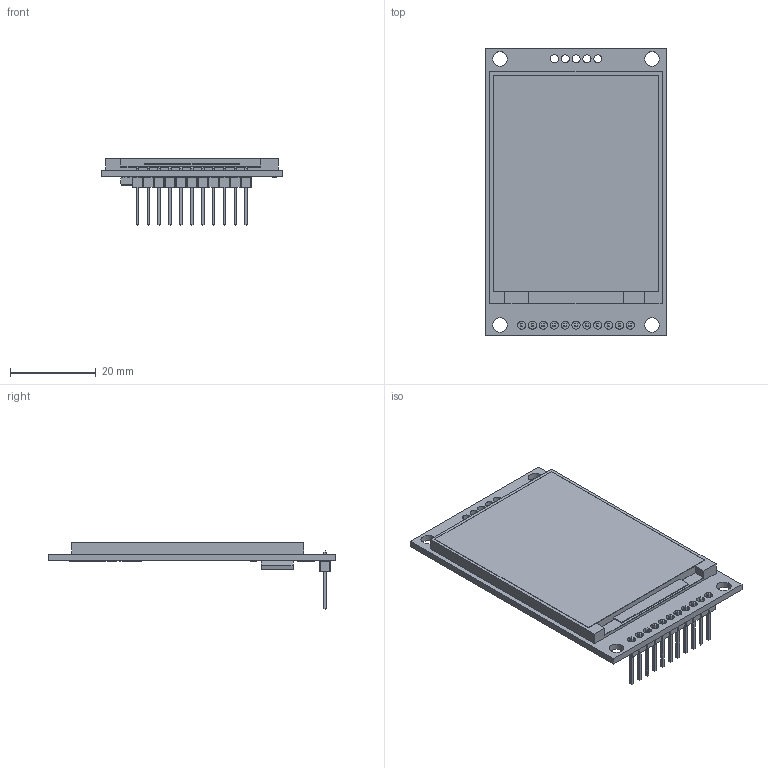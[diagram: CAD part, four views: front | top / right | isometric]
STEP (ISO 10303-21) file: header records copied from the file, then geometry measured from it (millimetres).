
FILE_DESCRIPTION(/* description */ (''),/* implementation_level */ '2;1');
FILE_NAME(/* name */ 'LCD TFT ILI9225 Module v4.step',/* time_stamp */ '2020-11-04T17:49:07+11:00',/* author */ (''),/* organization */ (''),/* preprocessor_version */ 'ST-DEVELOPER v18.1',/* originating_system */ 'Autodesk Translation Framework v9.3.0.1241',/* authorisation */ '');
FILE_SCHEMA (('AUTOMOTIVE_DESIGN { 1 0 10303 214 3 1 1 }'));
Products named in the file (7): LCD TFTILI9225 Module; LCD TFTILI9225 Module_1; Pins; Pin; SMD IC 20 pins; Display; PCB Text
Assembly tree (16 placements, depth 4):
  LCD TFTILI9225 Module
    LCD TFTILI9225 Module_1
      Pins
        Pin  x11
      SMD IC 20 pins
      Display
      PCB Text
Bounding box: 42.46 x 67.2 x 15.82 mm (x, y, z)
Volume: 10677.6 mm3; surface area: 16389 mm2
Topology: 134 solids, 134 shells, 2070 faces, 5293 edges, 3492 vertices
Faces by surface type: bspline 1036, plane 967, cylinder 67
Full cylindrical faces by diameter (mm): 1 x1, 1.9 x15, 3.4 x4
Entity records: 64990 total; most frequent: CARTESIAN_POINT 27310, ORIENTED_EDGE 9466, EDGE_CURVE 4733, DIRECTION 4269, VERTEX_POINT 3152, LINE 2607, VECTOR 2607, B_SPLINE_CURVE_WITH_KNOTS 2072
